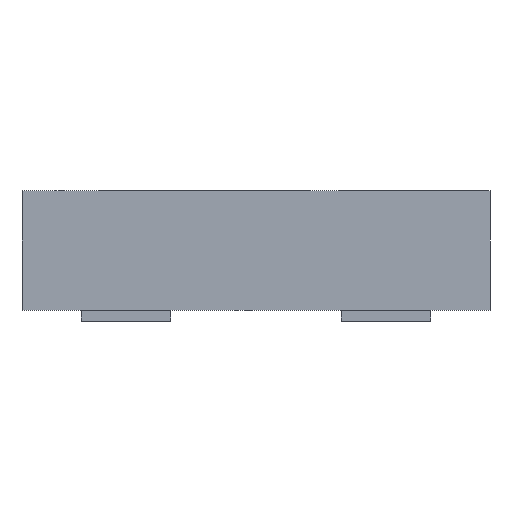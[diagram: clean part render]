
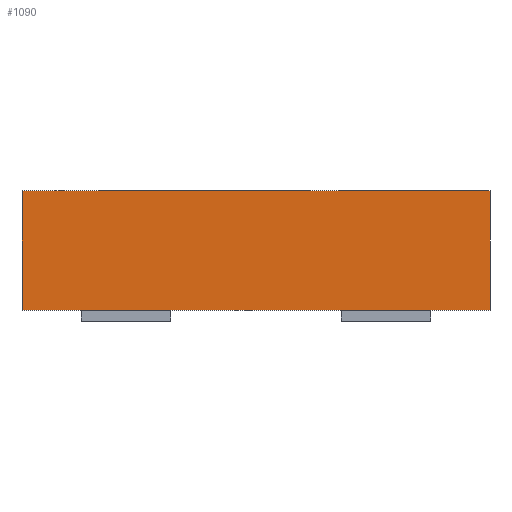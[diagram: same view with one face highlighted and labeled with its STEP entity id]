
A CAD part, front view. The second image highlights one B-rep face of the part: STEP entity #1090.
In plain terms, the highlighted planar face has unit normal (0, -1, 0).
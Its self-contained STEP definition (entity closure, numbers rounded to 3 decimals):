
#228 = VERTEX_POINT('',#229);
#229 = CARTESIAN_POINT('',(-2.15,-2.15,1.2));
#235 = EDGE_CURVE('',#228,#236,#238,.T.);
#236 = VERTEX_POINT('',#237);
#237 = CARTESIAN_POINT('',(2.15,-2.15,1.2));
#238 = LINE('',#239,#240);
#239 = CARTESIAN_POINT('',(2.15,-2.15,1.2));
#240 = VECTOR('',#241,1.);
#241 = DIRECTION('',(1.,0.,0.));
#1090 = ADVANCED_FACE('',(#1091),#1116,.F.);
#1091 = FACE_BOUND('',#1092,.T.);
#1092 = EDGE_LOOP('',(#1093,#1101,#1102,#1110));
#1093 = ORIENTED_EDGE('',*,*,#1094,.F.);
#1094 = EDGE_CURVE('',#236,#1095,#1097,.T.);
#1095 = VERTEX_POINT('',#1096);
#1096 = CARTESIAN_POINT('',(2.15,-2.15,0.1));
#1097 = LINE('',#1098,#1099);
#1098 = CARTESIAN_POINT('',(2.15,-2.15,1.2));
#1099 = VECTOR('',#1100,1.);
#1100 = DIRECTION('',(-0.,0.,-1.));
#1101 = ORIENTED_EDGE('',*,*,#235,.F.);
#1102 = ORIENTED_EDGE('',*,*,#1103,.F.);
#1103 = EDGE_CURVE('',#1104,#228,#1106,.T.);
#1104 = VERTEX_POINT('',#1105);
#1105 = CARTESIAN_POINT('',(-2.15,-2.15,0.1));
#1106 = LINE('',#1107,#1108);
#1107 = CARTESIAN_POINT('',(-2.15,-2.15,1.2));
#1108 = VECTOR('',#1109,1.);
#1109 = DIRECTION('',(0.,0.,1.));
#1110 = ORIENTED_EDGE('',*,*,#1111,.F.);
#1111 = EDGE_CURVE('',#1095,#1104,#1112,.T.);
#1112 = LINE('',#1113,#1114);
#1113 = CARTESIAN_POINT('',(-2.15,-2.15,0.1));
#1114 = VECTOR('',#1115,1.);
#1115 = DIRECTION('',(-1.,-0.,0.));
#1116 = PLANE('',#1117);
#1117 = AXIS2_PLACEMENT_3D('',#1118,#1119,#1120);
#1118 = CARTESIAN_POINT('',(-2.15,-2.15,1.2));
#1119 = DIRECTION('',(0.,1.,0.));
#1120 = DIRECTION('',(-1.,-0.,0.));
